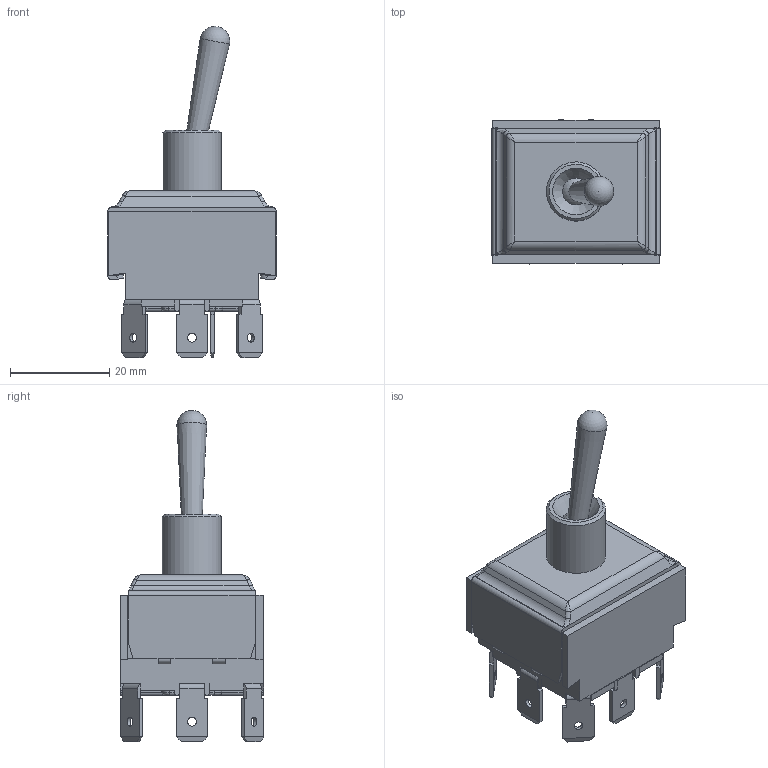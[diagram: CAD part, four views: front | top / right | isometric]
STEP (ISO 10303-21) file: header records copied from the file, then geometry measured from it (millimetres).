
FILE_DESCRIPTION(/* description */ (''),/* implementation_level */ '2;1');
FILE_NAME(/* name */ 'ST34RE00.stp',/* time_stamp */ '2020-09-23T11:44:12-05:00',/* author */ ('mroman'),/* organization */ (''),/* preprocessor_version */ 'ST-DEVELOPER v18',/* originating_system */ 'Autodesk Inventor 2020',/* authorisation */ '');
FILE_SCHEMA (('AUTOMOTIVE_DESIGN { 1 0 10303 214 3 1 1 }'));
Length unit declared in the file: millimetre
Products named in the file (1): ST34RE00
Bounding box: 34 x 28.98 x 66.66 mm (x, y, z)
Volume: 21926.7 mm3; surface area: 9089.1 mm2
Topology: 1 solids, 11 shells, 489 faces, 1273 edges, 825 vertices
Faces by surface type: plane 332, cylinder 90, torus 22, cone 21, bspline 21, sphere 3
Full cylindrical faces by diameter (mm): 1.8 x9, 2 x9, 5.4 x2
Entity records: 15508 total; most frequent: CARTESIAN_POINT 3221, DIRECTION 2561, ORIENTED_EDGE 2536, EDGE_CURVE 1268, LINE 885, VECTOR 885, AXIS2_PLACEMENT_3D 838, VERTEX_POINT 825
